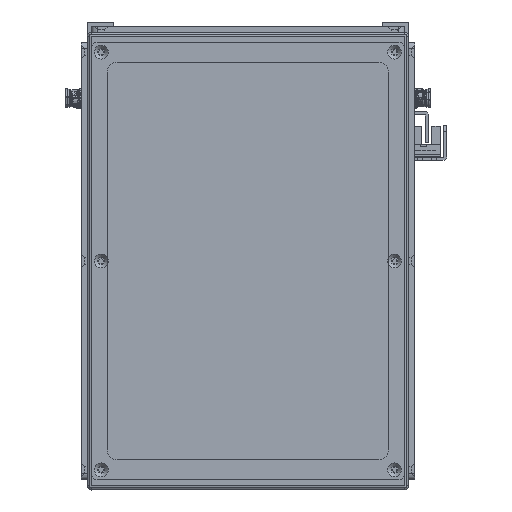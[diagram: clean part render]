
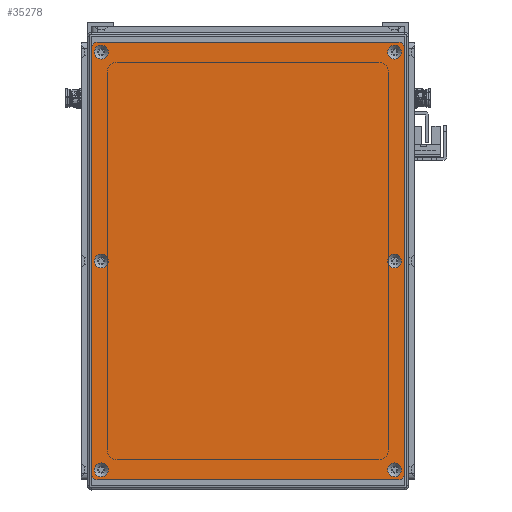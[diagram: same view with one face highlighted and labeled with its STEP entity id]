
A CAD part, front view. The second image highlights one B-rep face of the part: STEP entity #35278.
In plain terms, the highlighted planar face has unit normal (0, -1, 0).
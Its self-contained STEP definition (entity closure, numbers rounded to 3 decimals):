
#2510=FACE_BOUND('',#8186,.T.);
#2511=FACE_BOUND('',#8187,.T.);
#2512=FACE_BOUND('',#8188,.T.);
#2513=FACE_BOUND('',#8189,.T.);
#2514=FACE_BOUND('',#8190,.T.);
#2515=FACE_BOUND('',#8191,.T.);
#3292=PLANE('',#39490);
#5909=FACE_OUTER_BOUND('',#8185,.T.);
#8185=EDGE_LOOP('',(#33127,#33128,#33129,#33130,#33131,#33132,#33133,#33134));
#8186=EDGE_LOOP('',(#33135));
#8187=EDGE_LOOP('',(#33136));
#8188=EDGE_LOOP('',(#33137));
#8189=EDGE_LOOP('',(#33138));
#8190=EDGE_LOOP('',(#33139));
#8191=EDGE_LOOP('',(#33140));
#10865=LINE('',#63737,#13530);
#10866=LINE('',#63741,#13531);
#10867=LINE('',#63745,#13532);
#10868=LINE('',#63748,#13533);
#13530=VECTOR('',#49401,10.);
#13531=VECTOR('',#49404,10.);
#13532=VECTOR('',#49407,10.);
#13533=VECTOR('',#49410,10.);
#15221=CIRCLE('',#39458,3.45);
#15224=CIRCLE('',#39463,3.45);
#15227=CIRCLE('',#39468,3.45);
#15230=CIRCLE('',#39473,3.45);
#15233=CIRCLE('',#39478,3.45);
#15236=CIRCLE('',#39483,3.45);
#15239=CIRCLE('',#39488,3.);
#15241=CIRCLE('',#39491,3.);
#15242=CIRCLE('',#39492,3.);
#15243=CIRCLE('',#39493,3.);
#18481=VERTEX_POINT('',#63667);
#18484=VERTEX_POINT('',#63677);
#18487=VERTEX_POINT('',#63687);
#18490=VERTEX_POINT('',#63697);
#18493=VERTEX_POINT('',#63707);
#18496=VERTEX_POINT('',#63717);
#18499=VERTEX_POINT('',#63727);
#18500=VERTEX_POINT('',#63728);
#18503=VERTEX_POINT('',#63736);
#18504=VERTEX_POINT('',#63738);
#18505=VERTEX_POINT('',#63740);
#18506=VERTEX_POINT('',#63742);
#18507=VERTEX_POINT('',#63744);
#18508=VERTEX_POINT('',#63746);
#23359=EDGE_CURVE('',#18481,#18481,#15221,.T.);
#23364=EDGE_CURVE('',#18484,#18484,#15224,.T.);
#23369=EDGE_CURVE('',#18487,#18487,#15227,.T.);
#23374=EDGE_CURVE('',#18490,#18490,#15230,.T.);
#23379=EDGE_CURVE('',#18493,#18493,#15233,.T.);
#23384=EDGE_CURVE('',#18496,#18496,#15236,.T.);
#23389=EDGE_CURVE('',#18499,#18500,#15239,.T.);
#23393=EDGE_CURVE('',#18499,#18503,#10865,.T.);
#23394=EDGE_CURVE('',#18504,#18503,#15241,.T.);
#23395=EDGE_CURVE('',#18504,#18505,#10866,.T.);
#23396=EDGE_CURVE('',#18506,#18505,#15242,.T.);
#23397=EDGE_CURVE('',#18506,#18507,#10867,.T.);
#23398=EDGE_CURVE('',#18508,#18507,#15243,.T.);
#23399=EDGE_CURVE('',#18508,#18500,#10868,.T.);
#33127=ORIENTED_EDGE('',*,*,#23389,.F.);
#33128=ORIENTED_EDGE('',*,*,#23393,.T.);
#33129=ORIENTED_EDGE('',*,*,#23394,.F.);
#33130=ORIENTED_EDGE('',*,*,#23395,.T.);
#33131=ORIENTED_EDGE('',*,*,#23396,.F.);
#33132=ORIENTED_EDGE('',*,*,#23397,.T.);
#33133=ORIENTED_EDGE('',*,*,#23398,.F.);
#33134=ORIENTED_EDGE('',*,*,#23399,.T.);
#33135=ORIENTED_EDGE('',*,*,#23359,.T.);
#33136=ORIENTED_EDGE('',*,*,#23364,.T.);
#33137=ORIENTED_EDGE('',*,*,#23369,.T.);
#33138=ORIENTED_EDGE('',*,*,#23374,.T.);
#33139=ORIENTED_EDGE('',*,*,#23379,.T.);
#33140=ORIENTED_EDGE('',*,*,#23384,.T.);
#35278=ADVANCED_FACE('',(#5909,#2510,#2511,#2512,#2513,#2514,#2515),#3292,
 .T.);
#39458=AXIS2_PLACEMENT_3D('',#63668,#49321,#49322);
#39463=AXIS2_PLACEMENT_3D('',#63678,#49333,#49334);
#39468=AXIS2_PLACEMENT_3D('',#63688,#49345,#49346);
#39473=AXIS2_PLACEMENT_3D('',#63698,#49357,#49358);
#39478=AXIS2_PLACEMENT_3D('',#63708,#49369,#49370);
#39483=AXIS2_PLACEMENT_3D('',#63718,#49381,#49382);
#39488=AXIS2_PLACEMENT_3D('',#63729,#49393,#49394);
#39490=AXIS2_PLACEMENT_3D('',#63735,#49399,#49400);
#39491=AXIS2_PLACEMENT_3D('',#63739,#49402,#49403);
#39492=AXIS2_PLACEMENT_3D('',#63743,#49405,#49406);
#39493=AXIS2_PLACEMENT_3D('',#63747,#49408,#49409);
#49321=DIRECTION('center_axis',(0.,1.,0.));
#49322=DIRECTION('ref_axis',(1.,0.,0.));
#49333=DIRECTION('center_axis',(0.,1.,0.));
#49334=DIRECTION('ref_axis',(1.,0.,0.));
#49345=DIRECTION('center_axis',(0.,1.,0.));
#49346=DIRECTION('ref_axis',(1.,0.,0.));
#49357=DIRECTION('center_axis',(0.,1.,0.));
#49358=DIRECTION('ref_axis',(1.,0.,0.));
#49369=DIRECTION('center_axis',(0.,1.,0.));
#49370=DIRECTION('ref_axis',(1.,0.,0.));
#49381=DIRECTION('center_axis',(0.,1.,0.));
#49382=DIRECTION('ref_axis',(1.,0.,0.));
#49393=DIRECTION('center_axis',(0.,1.,0.));
#49394=DIRECTION('ref_axis',(-0.707,0.,0.707));
#49399=DIRECTION('center_axis',(0.,-1.,0.));
#49400=DIRECTION('ref_axis',(0.,0.,-1.));
#49401=DIRECTION('',(0.,0.,-1.));
#49402=DIRECTION('center_axis',(0.,1.,0.));
#49403=DIRECTION('ref_axis',(-0.707,0.,-0.707));
#49404=DIRECTION('',(1.,0.,0.));
#49405=DIRECTION('center_axis',(0.,1.,0.));
#49406=DIRECTION('ref_axis',(0.707,0.,-0.707));
#49407=DIRECTION('',(0.,0.,1.));
#49408=DIRECTION('center_axis',(0.,1.,0.));
#49409=DIRECTION('ref_axis',(0.707,0.,0.707));
#49410=DIRECTION('',(-1.,0.,0.));
#63667=CARTESIAN_POINT('',(100.55,-1.5,73.));
#63668=CARTESIAN_POINT('Origin',(104.,-1.5,73.));
#63677=CARTESIAN_POINT('',(-107.45,-1.5,-73.));
#63678=CARTESIAN_POINT('Origin',(-104.,-1.5,-73.));
#63687=CARTESIAN_POINT('',(-3.45,-1.5,73.));
#63688=CARTESIAN_POINT('Origin',(0.,-1.5,73.));
#63697=CARTESIAN_POINT('',(-3.45,-1.5,-73.));
#63698=CARTESIAN_POINT('Origin',(0.,-1.5,-73.));
#63707=CARTESIAN_POINT('',(-107.45,-1.5,73.));
#63708=CARTESIAN_POINT('Origin',(-104.,-1.5,73.));
#63717=CARTESIAN_POINT('',(100.55,-1.5,-73.));
#63718=CARTESIAN_POINT('Origin',(104.,-1.5,-73.));
#63727=CARTESIAN_POINT('',(-109.,-1.5,75.));
#63728=CARTESIAN_POINT('',(-106.,-1.5,78.));
#63729=CARTESIAN_POINT('Origin',(-106.,-1.5,75.));
#63735=CARTESIAN_POINT('Origin',(0.,-1.5,0.));
#63736=CARTESIAN_POINT('',(-109.,-1.5,-75.));
#63737=CARTESIAN_POINT('',(-109.,-1.5,78.));
#63738=CARTESIAN_POINT('',(-106.,-1.5,-78.));
#63739=CARTESIAN_POINT('Origin',(-106.,-1.5,-75.));
#63740=CARTESIAN_POINT('',(106.,-1.5,-78.));
#63741=CARTESIAN_POINT('',(-109.,-1.5,-78.));
#63742=CARTESIAN_POINT('',(109.,-1.5,-75.));
#63743=CARTESIAN_POINT('Origin',(106.,-1.5,-75.));
#63744=CARTESIAN_POINT('',(109.,-1.5,75.));
#63745=CARTESIAN_POINT('',(109.,-1.5,-78.));
#63746=CARTESIAN_POINT('',(106.,-1.5,78.));
#63747=CARTESIAN_POINT('Origin',(106.,-1.5,75.));
#63748=CARTESIAN_POINT('',(109.,-1.5,78.));
